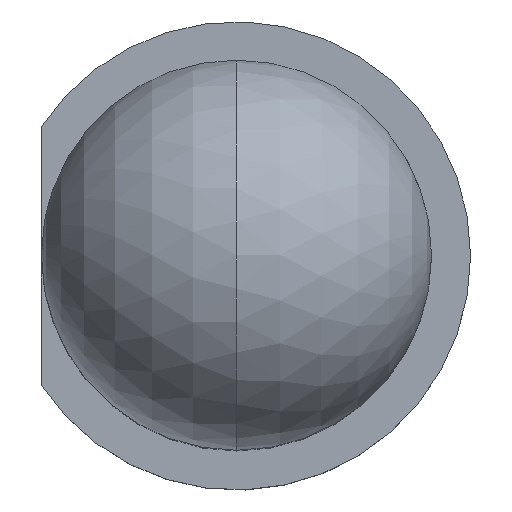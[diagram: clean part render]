
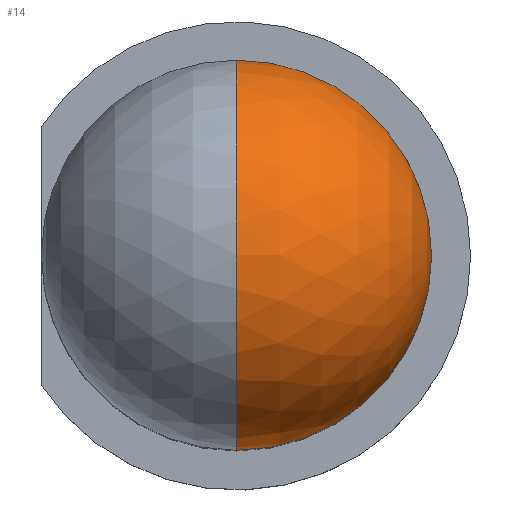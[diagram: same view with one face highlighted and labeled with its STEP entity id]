
A CAD part, top view. The second image highlights one B-rep face of the part: STEP entity #14.
In plain terms, the highlighted spherical face has radius 2.5 mm.
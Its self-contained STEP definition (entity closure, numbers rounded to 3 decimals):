
#14 = ADVANCED_FACE ( 'NONE', ( #628 ), #209, .T. ) ;
#27 = DIRECTION ( 'NONE',  ( 0., 1., 0. ) ) ;
#67 = DIRECTION ( 'NONE',  ( 0., 1., 0. ) ) ;
#145 = DIRECTION ( 'NONE',  ( 0., 0., -1. ) ) ;
#209 = SPHERICAL_SURFACE ( 'NONE', #1089, 2.5 ) ;
#289 = VERTEX_POINT ( 'NONE', #992 ) ;
#308 = EDGE_CURVE ( 'NONE', #289, #515, #391, .T. ) ;
#390 = CARTESIAN_POINT ( 'NONE',  ( 0., 0., 6.3 ) ) ;
#391 = CIRCLE ( 'NONE', #561, 2.5 ) ;
#452 = VERTEX_POINT ( 'NONE', #1302 ) ;
#472 = DIRECTION ( 'NONE',  ( 0., 0., 1. ) ) ;
#512 = AXIS2_PLACEMENT_3D ( 'NONE', #662, #145, #27 ) ;
#515 = VERTEX_POINT ( 'NONE', #1326 ) ;
#520 = CARTESIAN_POINT ( 'NONE',  ( 0., 0., 6.3 ) ) ;
#534 = AXIS2_PLACEMENT_3D ( 'NONE', #390, #807, #67 ) ;
#561 = AXIS2_PLACEMENT_3D ( 'NONE', #702, #688, #472 ) ;
#621 = DIRECTION ( 'NONE',  ( 0., 1., 0. ) ) ;
#628 = FACE_OUTER_BOUND ( 'NONE', #840, .T. ) ;
#635 = CIRCLE ( 'NONE', #534, 2.5 ) ;
#662 = CARTESIAN_POINT ( 'NONE',  ( 0., 0., 6.3 ) ) ;
#688 = DIRECTION ( 'NONE',  ( -1., 0., 0. ) ) ;
#702 = CARTESIAN_POINT ( 'NONE',  ( 0., 0., 6.3 ) ) ;
#737 = ORIENTED_EDGE ( 'NONE', *, *, #1163, .F. ) ;
#807 = DIRECTION ( 'NONE',  ( 1., 0., 0. ) ) ;
#840 = EDGE_LOOP ( 'NONE', ( #1194, #1212, #737 ) ) ;
#871 = EDGE_CURVE ( 'NONE', #289, #452, #635, .T. ) ;
#992 = CARTESIAN_POINT ( 'NONE',  ( 0., 0., 8.8 ) ) ;
#1066 = CIRCLE ( 'NONE', #512, 2.5 ) ;
#1089 = AXIS2_PLACEMENT_3D ( 'NONE', #520, #1148, #621 ) ;
#1148 = DIRECTION ( 'NONE',  ( 1., 0., 0. ) ) ;
#1163 = EDGE_CURVE ( 'NONE', #515, #452, #1066, .T. ) ;
#1194 = ORIENTED_EDGE ( 'NONE', *, *, #308, .F. ) ;
#1212 = ORIENTED_EDGE ( 'NONE', *, *, #871, .T. ) ;
#1302 = CARTESIAN_POINT ( 'NONE',  ( 0., -2.5, 6.3 ) ) ;
#1326 = CARTESIAN_POINT ( 'NONE',  ( 0., 2.5, 6.3 ) ) ;
